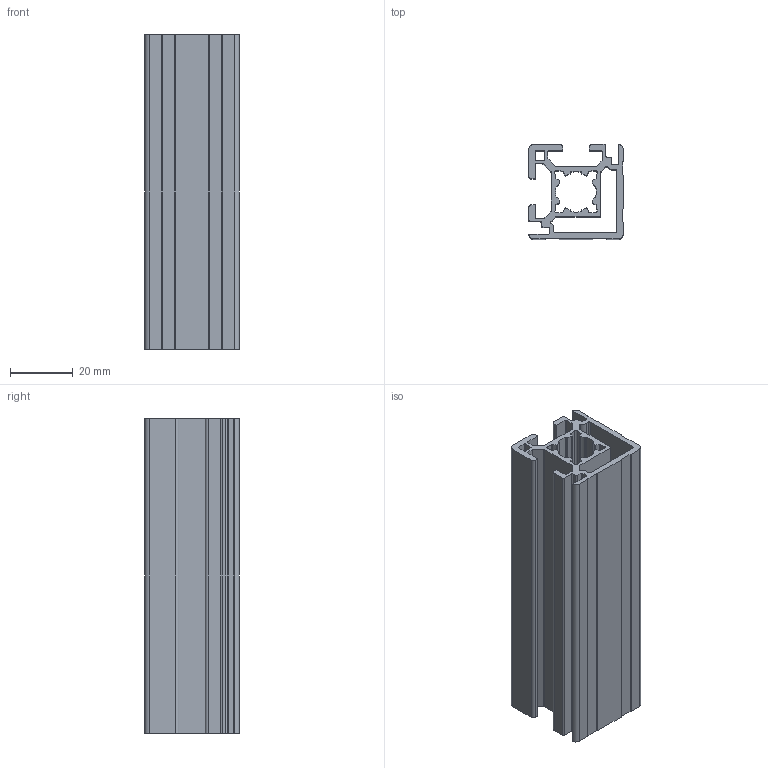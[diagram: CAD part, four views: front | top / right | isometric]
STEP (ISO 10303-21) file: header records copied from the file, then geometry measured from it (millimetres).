
FILE_DESCRIPTION (( 'STEP AP203' ), '1' );
FILE_NAME ('PERFIL 30X30 CANTO encl. 100.STEP', '2015-12-11T17:06:46', ( '' ), ( '' ), 'SwSTEP 2.0', 'SolidWorks 2014', '' );
FILE_SCHEMA (( 'CONFIG_CONTROL_DESIGN' ));
Length unit declared in the file: millimetre
Products named in the file (1): PERFIL 30X30 CANTO encl.    100
Bounding box: 30 x 30 x 100 mm (x, y, z)
Volume: 30904 mm3; surface area: 36113.2 mm2
Topology: 1 solids, 1 shells, 190 faces, 568 edges, 380 vertices
Faces by surface type: cylinder 102, plane 88
Entity records: 6557 total; most frequent: DIRECTION 1154, CARTESIAN_POINT 1139, ORIENTED_EDGE 1136, EDGE_CURVE 568, AXIS2_PLACEMENT_3D 395, VERTEX_POINT 380, VECTOR 364, LINE 364
